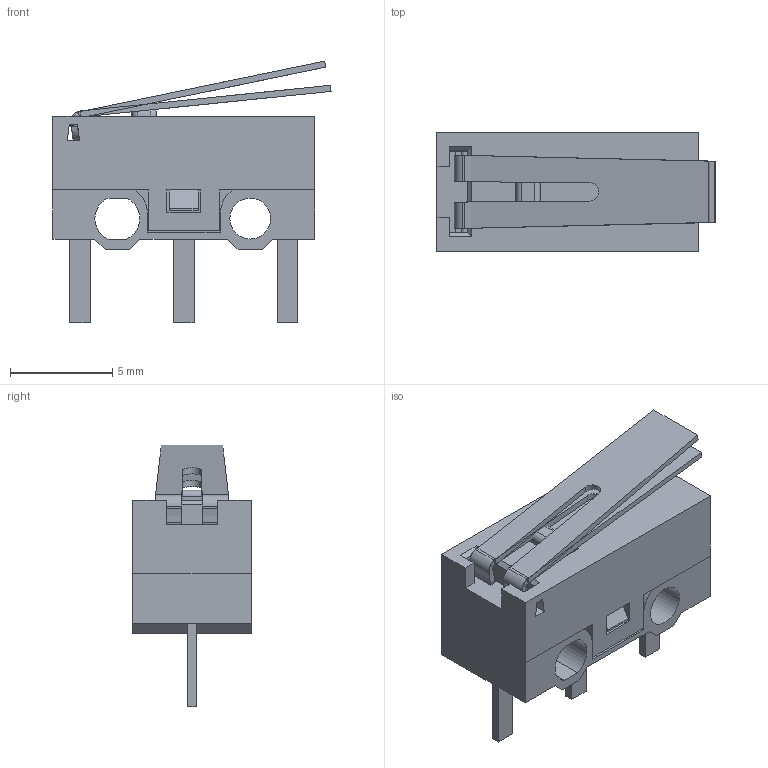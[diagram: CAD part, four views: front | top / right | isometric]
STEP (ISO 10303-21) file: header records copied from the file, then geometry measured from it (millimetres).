
FILE_DESCRIPTION(/* description */ ('Unknown'),/* implementation_level */ '2;1');
FILE_NAME(/* name */ '463091370402',/* time_stamp */ '2018-05-29T12:30:23+02:00',/* author */ ('Unknown'),/* organization */ ('Unknown'),/* preprocessor_version */ 'ST-DEVELOPER v16.7',/* originating_system */ 'DEX',/* authorisation */ $);
FILE_SCHEMA (('AUTOMOTIVE_DESIGN {1 0 10303 214 3 1 1}'));
Length unit declared in the file: millimetre
Products named in the file (6): 463091370402; Base; Terminal; Straight_lever; Button; Cover
Assembly tree (9 placements, depth 2):
  463091370402
    Base
    Terminal  x3
    Straight_lever  x2
    Button  x2
    Cover
Bounding box: 13.6 x 5.8 x 12.8 mm (x, y, z)
Volume: 296.8 mm3; surface area: 1047.3 mm2
Topology: 9 solids, 9 shells, 248 faces, 653 edges, 424 vertices
Faces by surface type: plane 195, cylinder 37, bspline 8, torus 8
Full cylindrical faces by diameter (mm): 2 x1
Entity records: 5811 total; most frequent: CARTESIAN_POINT 1050, ORIENTED_EDGE 976, DIRECTION 900, EDGE_CURVE 488, LINE 432, VECTOR 432, VERTEX_POINT 320, AXIS2_PLACEMENT_3D 234
